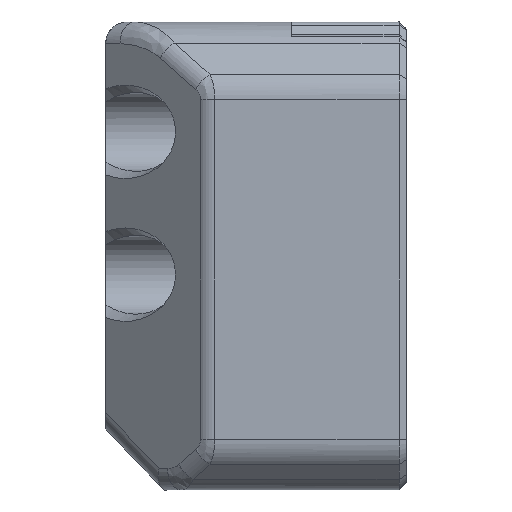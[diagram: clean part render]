
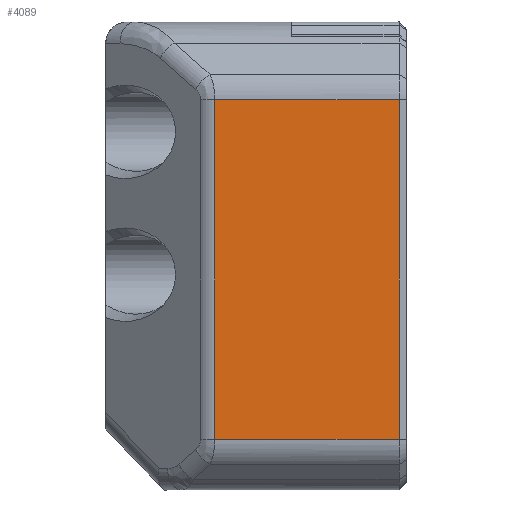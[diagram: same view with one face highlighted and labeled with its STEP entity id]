
A CAD part, left-side view. The second image highlights one B-rep face of the part: STEP entity #4089.
In plain terms, the highlighted planar face has unit normal (-1, 0, 0).
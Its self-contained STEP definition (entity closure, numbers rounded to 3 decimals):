
#171=PLANE('',#4448);
#435=FACE_OUTER_BOUND('',#675,.T.);
#675=EDGE_LOOP('',(#3464,#3465,#3466,#3467));
#925=LINE('',#6303,#1309);
#1067=LINE('',#6697,#1451);
#1068=LINE('',#6700,#1452);
#1069=LINE('',#6701,#1453);
#1309=VECTOR('',#5045,10.);
#1451=VECTOR('',#5455,5.);
#1452=VECTOR('',#5458,10.);
#1453=VECTOR('',#5459,10.);
#1854=VERTEX_POINT('',#6293);
#1856=VERTEX_POINT('',#6299);
#1965=VERTEX_POINT('',#6695);
#1966=VERTEX_POINT('',#6699);
#2299=EDGE_CURVE('',#1854,#1856,#925,.T.);
#2495=EDGE_CURVE('',#1854,#1965,#1067,.T.);
#2496=EDGE_CURVE('',#1966,#1965,#1068,.T.);
#2497=EDGE_CURVE('',#1856,#1966,#1069,.T.);
#3464=ORIENTED_EDGE('',*,*,#2299,.F.);
#3465=ORIENTED_EDGE('',*,*,#2495,.T.);
#3466=ORIENTED_EDGE('',*,*,#2496,.F.);
#3467=ORIENTED_EDGE('',*,*,#2497,.F.);
#4089=ADVANCED_FACE('',(#435),#171,.T.);
#4448=AXIS2_PLACEMENT_3D('',#6698,#5456,#5457);
#5045=DIRECTION('',(0.,0.,-1.));
#5455=DIRECTION('',(0.,1.,0.));
#5456=DIRECTION('center_axis',(-1.,0.,0.));
#5457=DIRECTION('ref_axis',(0.,0.,
1.));
#5458=DIRECTION('',(0.,0.,1.));
#5459=DIRECTION('',(0.,1.,0.));
#6293=CARTESIAN_POINT('',(-40.,244.,54.272));
#6299=CARTESIAN_POINT('',(-40.,244.,6.971));
#6303=CARTESIAN_POINT('',(-40.,244.,21.05));
#6695=CARTESIAN_POINT('',(-40.,269.675,54.272));
#6697=CARTESIAN_POINT('',(-40.,251.,54.272));
#6698=CARTESIAN_POINT('Origin',(-40.,251.,1.9));
#6699=CARTESIAN_POINT('',(-40.,269.675,6.971));
#6700=CARTESIAN_POINT('',(-40.,269.675,33.5));
#6701=CARTESIAN_POINT('',(-40.,251.,6.971));
